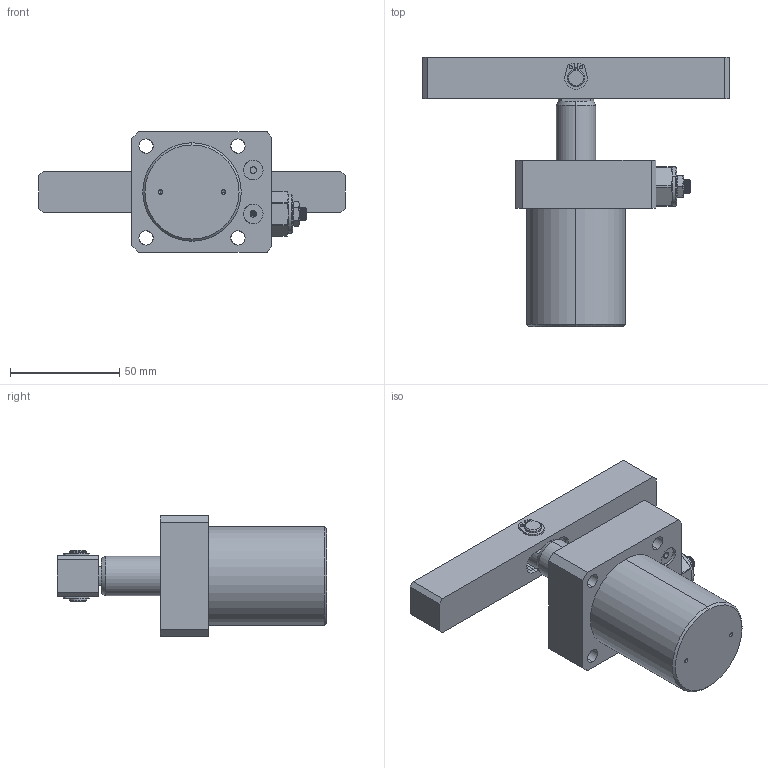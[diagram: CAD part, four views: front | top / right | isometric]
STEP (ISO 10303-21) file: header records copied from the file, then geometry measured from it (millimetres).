
FILE_DESCRIPTION (( 'STEP AP203' ), '1' );
FILE_NAME ('chs-famt25d_asm.STEP', '2019-05-07T08:34:46', ( '' ), ( '' ), 'SwSTEP 2.0', 'SolidWorks 2017', '' );
FILE_SCHEMA (( 'CONFIG_CONTROL_DESIGN' ));
Length unit declared in the file: millimetre
Products named in the file (9): CHS-FAMT25BT_1; CHS-25D-02_3; chs-famt25d_asm; 20覃厒裝_1; CHS-25D-01_3; Xiao; hex thin nuts-grades ab-chamfered gb(GB_FASTENER_NUT_STNAB M6-S)_1; 20概极_1; 轴8挡圈
Assembly tree (9 placements, depth 2):
  chs-famt25d_asm
    CHS-25D-02_3
    CHS-25D-01_3
    Xiao
    轴8挡圈  x2
    20概极_1
    20覃厒裝_1
    hex thin nuts-grades ab-chamfered gb(GB_FASTENER_NUT_STNAB M6-S)_1
    CHS-FAMT25BT_1
Bounding box: 140 x 123 x 55 mm (x, y, z)
Volume: 206684.1 mm3; surface area: 50837.7 mm2
Topology: 11 solids, 11 shells, 569 faces, 1508 edges, 974 vertices
Faces by surface type: cylinder 226, plane 125, bspline 113, cone 105
Entity records: 32200 total; most frequent: CARTESIAN_POINT 19414, ORIENTED_EDGE 2864, DIRECTION 1904, EDGE_CURVE 1432, VERTEX_POINT 930, AXIS2_PLACEMENT_3D 730, EDGE_LOOP 608, B_SPLINE_CURVE_WITH_KNOTS 564
